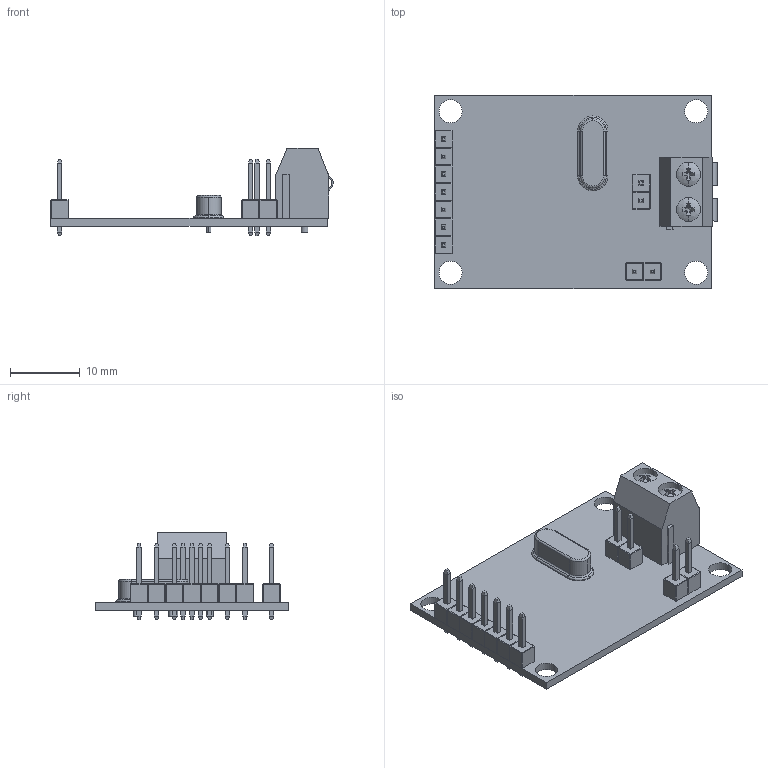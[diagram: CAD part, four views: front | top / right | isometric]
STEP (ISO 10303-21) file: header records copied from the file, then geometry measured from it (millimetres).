
FILE_DESCRIPTION (( 'STEP AP214' ), '1' );
FILE_NAME ('HW-184 CAN Bus Module.STEP', '2025-11-01T14:55:16', ( '' ), ( '' ), 'SwSTEP 2.0', 'SolidWorks 2024', '' );
FILE_SCHEMA (( 'AUTOMOTIVE_DESIGN' ));
Length unit declared in the file: millimetre
Products named in the file (1): HW-184 CAN Bus Module
Bounding box: 40.56 x 27.78 x 12.6 mm (x, y, z)
Volume: 2117.2 mm3; surface area: 4843.5 mm2
Topology: 35 solids, 35 shells, 646 faces, 1453 edges, 883 vertices
Faces by surface type: plane 563, cylinder 66, torus 13, sphere 4
Entity records: 24988 total; most frequent: CARTESIAN_POINT 3067, ORIENTED_EDGE 2906, DIRECTION 2883, EDGE_CURVE 1453, VECTOR 1261, LINE 1261, VERTEX_POINT 883, AXIS2_PLACEMENT_3D 811
